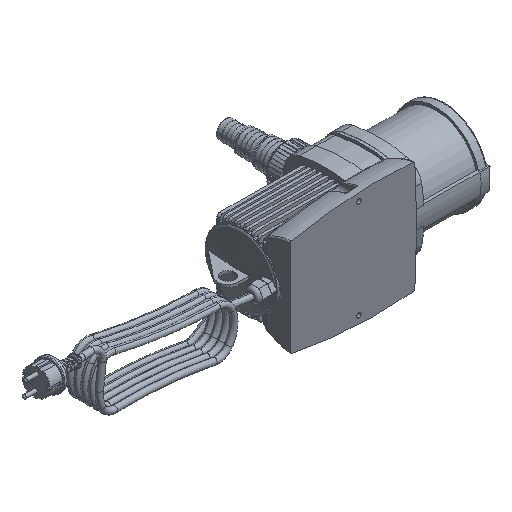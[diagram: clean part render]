
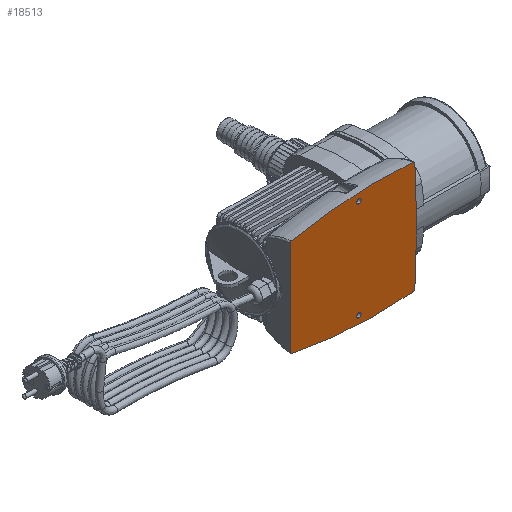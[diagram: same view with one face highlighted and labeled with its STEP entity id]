
A CAD part, isometric view. The second image highlights one B-rep face of the part: STEP entity #18513.
In plain terms, the highlighted planar face has unit normal (0, -1, 0).
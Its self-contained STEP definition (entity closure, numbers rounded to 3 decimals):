
#690=FACE_BOUND('',#3234,.T.);
#691=FACE_BOUND('',#3235,.T.);
#987=ELLIPSE('',#19945,2.014,2.001);
#988=ELLIPSE('',#19946,2.014,2.001);
#1282=PLANE('',#19944);
#2106=FACE_OUTER_BOUND('',#3233,.T.);
#3233=EDGE_LOOP('',(#14977,#14978,#14979,#14980,#14981,#14982,#14983,#14984));
#3234=EDGE_LOOP('',(#14985));
#3235=EDGE_LOOP('',(#14986));
#4519=LINE('',#32867,#5912);
#5912=VECTOR('',#23185,132.252);
#6908=CIRCLE('',#19940,3.085);
#6910=CIRCLE('',#19943,3.085);
#6911=CIRCLE('',#19947,590.5);
#6912=CIRCLE('',#19948,1468.);
#6913=CIRCLE('',#19949,590.5);
#7550=B_SPLINE_CURVE_WITH_KNOTS('',3,(#32873,#32874,#32875,#32876,#32877,
#32878,#32879,#32880,#32881,#32882),.UNSPECIFIED.,.F.,.F.,(4,2,2,2,4),(-0.361,
-0.278,-0.181,-0.084,0.),
 .UNSPECIFIED.);
#7551=B_SPLINE_CURVE_WITH_KNOTS('',3,(#32886,#32887,#32888,#32889,#32890,
#32891,#32892,#32893,#32894,#32895),.UNSPECIFIED.,.F.,.F.,(4,2,2,2,4),(-0.361,
-0.277,-0.18,-0.083,0.),
 .UNSPECIFIED.);
#8642=VERTEX_POINT('',#32855);
#8644=VERTEX_POINT('',#32860);
#8645=VERTEX_POINT('',#32863);
#8646=VERTEX_POINT('',#32864);
#8647=VERTEX_POINT('',#32866);
#8648=VERTEX_POINT('',#32868);
#8649=VERTEX_POINT('',#32870);
#8650=VERTEX_POINT('',#32872);
#8651=VERTEX_POINT('',#32883);
#8652=VERTEX_POINT('',#32885);
#10909=EDGE_CURVE('',#8642,#8642,#6908,.T.);
#10911=EDGE_CURVE('',#8644,#8644,#6910,.T.);
#10912=EDGE_CURVE('',#8645,#8646,#987,.T.);
#10913=EDGE_CURVE('',#8647,#8646,#4519,.T.);
#10914=EDGE_CURVE('',#8647,#8648,#988,.T.);
#10915=EDGE_CURVE('',#8649,#8648,#6911,.T.);
#10916=EDGE_CURVE('',#8649,#8650,#7550,.T.);
#10917=EDGE_CURVE('',#8651,#8650,#6912,.T.);
#10918=EDGE_CURVE('',#8651,#8652,#7551,.T.);
#10919=EDGE_CURVE('',#8645,#8652,#6913,.T.);
#14977=ORIENTED_EDGE('',*,*,#10912,.T.);
#14978=ORIENTED_EDGE('',*,*,#10913,.F.);
#14979=ORIENTED_EDGE('',*,*,#10914,.T.);
#14980=ORIENTED_EDGE('',*,*,#10915,.F.);
#14981=ORIENTED_EDGE('',*,*,#10916,.T.);
#14982=ORIENTED_EDGE('',*,*,#10917,.F.);
#14983=ORIENTED_EDGE('',*,*,#10918,.T.);
#14984=ORIENTED_EDGE('',*,*,#10919,.F.);
#14985=ORIENTED_EDGE('',*,*,#10909,.T.);
#14986=ORIENTED_EDGE('',*,*,#10911,.T.);
#18513=ADVANCED_FACE('',(#2106,#690,#691),#1282,.T.);
#19940=AXIS2_PLACEMENT_3D('',#32856,#23173,#23174);
#19943=AXIS2_PLACEMENT_3D('',#32861,#23179,#23180);
#19944=AXIS2_PLACEMENT_3D('',#32862,#23181,#23182);
#19945=AXIS2_PLACEMENT_3D('',#32865,#23183,#23184);
#19946=AXIS2_PLACEMENT_3D('',#32869,#23186,#23187);
#19947=AXIS2_PLACEMENT_3D('',#32871,#23188,#23189);
#19948=AXIS2_PLACEMENT_3D('',#32884,#23190,#23191);
#19949=AXIS2_PLACEMENT_3D('',#32896,#23192,#23193);
#23173=DIRECTION('center_axis',(0.,1.,0.));
#23174=DIRECTION('ref_axis',(-1.,0.,0.));
#23179=DIRECTION('center_axis',(0.,1.,0.));
#23180=DIRECTION('ref_axis',(-1.,0.,0.));
#23181=DIRECTION('center_axis',(0.,-1.,0.));
#23182=DIRECTION('ref_axis',(0.,0.,-1.));
#23183=DIRECTION('center_axis',(0.,-1.,0.));
#23184=DIRECTION('ref_axis',(0.985,0.,0.171));
#23185=DIRECTION('',(1.,0.,0.));
#23186=DIRECTION('center_axis',(0.,-1.,0.));
#23187=DIRECTION('ref_axis',(0.985,0.,-0.171));
#23188=DIRECTION('center_axis',(0.,1.,0.));
#23189=DIRECTION('ref_axis',(-0.996,0.,-0.084));
#23190=DIRECTION('center_axis',(0.,1.,0.));
#23191=DIRECTION('ref_axis',(0.052,0.,-0.999));
#23192=DIRECTION('center_axis',(0.,1.,0.));
#23193=DIRECTION('ref_axis',(0.979,0.,0.204));
#32855=CARTESIAN_POINT('',(72.085,-68.,-8.));
#32856=CARTESIAN_POINT('Origin',(69.,-68.,-8.));
#32860=CARTESIAN_POINT('',(-65.915,-68.,-8.));
#32861=CARTESIAN_POINT('Origin',(-69.,-68.,-8.));
#32862=CARTESIAN_POINT('Origin',(-80.5,-68.,-88.));
#32863=CARTESIAN_POINT('',(68.093,-68.,86.409));
#32864=CARTESIAN_POINT('',(66.126,-68.,88.));
#32865=CARTESIAN_POINT('Origin',(66.121,-68.,85.999));
#32866=CARTESIAN_POINT('',(-66.126,-68.,88.));
#32867=CARTESIAN_POINT('',(-66.126,-68.,88.));
#32868=CARTESIAN_POINT('',(-68.093,-68.,86.409));
#32869=CARTESIAN_POINT('Origin',(-66.121,-68.,85.999));
#32870=CARTESIAN_POINT('',(-78.401,-68.,-83.741));
#32871=CARTESIAN_POINT('Origin',(510.,-68.,-34.));
#32872=CARTESIAN_POINT('',(-76.022,-68.,-86.03));
#32873=CARTESIAN_POINT('Ctrl Pts',(-78.401,-68.,-83.741));
#32874=CARTESIAN_POINT('Ctrl Pts',(-78.378,-68.,-84.018));
#32875=CARTESIAN_POINT('Ctrl Pts',(-78.308,-68.,
-84.289));
#32876=CARTESIAN_POINT('Ctrl Pts',(-78.064,-68.,-84.838));
#32877=CARTESIAN_POINT('Ctrl Pts',(-77.876,-68.,-85.105));
#32878=CARTESIAN_POINT('Ctrl Pts',(-77.411,-68.,-85.553));
#32879=CARTESIAN_POINT('Ctrl Pts',(-77.137,-68.,
-85.73));
#32880=CARTESIAN_POINT('Ctrl Pts',(-76.577,-68.,
-85.955));
#32881=CARTESIAN_POINT('Ctrl Pts',(-76.302,-68.,-86.016));
#32882=CARTESIAN_POINT('Ctrl Pts',(-76.022,-68.,-86.03));
#32883=CARTESIAN_POINT('',(76.022,-68.,-86.03));
#32884=CARTESIAN_POINT('Origin',(0.,-68.,1380.));
#32885=CARTESIAN_POINT('',(78.401,-68.,-83.741));
#32886=CARTESIAN_POINT('Ctrl Pts',(76.022,-68.,-86.03));
#32887=CARTESIAN_POINT('Ctrl Pts',(76.302,-68.,-86.016));
#32888=CARTESIAN_POINT('Ctrl Pts',(76.577,-68.,-85.955));
#32889=CARTESIAN_POINT('Ctrl Pts',(77.137,-68.,-85.73));
#32890=CARTESIAN_POINT('Ctrl Pts',(77.411,-68.,-85.553));
#32891=CARTESIAN_POINT('Ctrl Pts',(77.876,-68.,-85.105));
#32892=CARTESIAN_POINT('Ctrl Pts',(78.064,-68.,-84.838));
#32893=CARTESIAN_POINT('Ctrl Pts',(78.308,-68.,-84.289));
#32894=CARTESIAN_POINT('Ctrl Pts',(78.378,-68.,-84.018));
#32895=CARTESIAN_POINT('Ctrl Pts',(78.401,-68.,-83.741));
#32896=CARTESIAN_POINT('Origin',(-510.,-68.,-34.));
